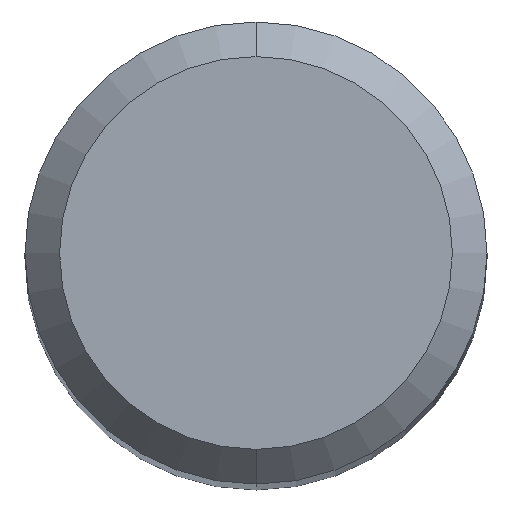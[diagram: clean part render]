
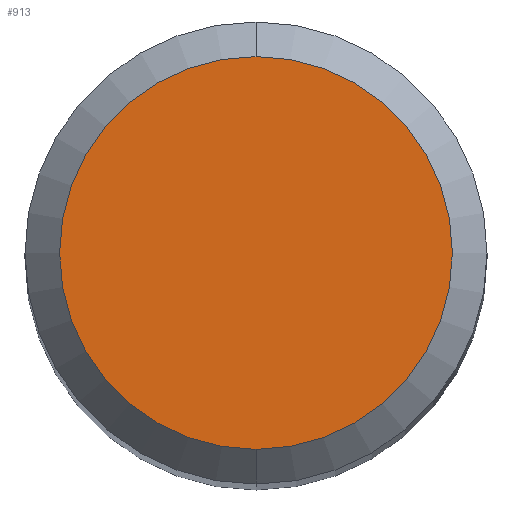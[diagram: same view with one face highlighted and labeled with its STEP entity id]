
A CAD part, top view. The second image highlights one B-rep face of the part: STEP entity #913.
In plain terms, the highlighted planar face has unit normal (0, 0, 1).
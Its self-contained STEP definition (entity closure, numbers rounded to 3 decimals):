
#631=VERTEX_POINT('',#1474);
#913=ADVANCED_FACE('',(#1779),#1780,.T.);
#1215=VERTEX_POINT('',#2109);
#1241=EDGE_CURVE('',#1215,#631,#2140,.T.);
#1243=EDGE_CURVE('',#631,#1215,#2142,.T.);
#1474=CARTESIAN_POINT('',(0.0,1.7,0.0));
#1779=FACE_OUTER_BOUND('',#4329,.T.);
#1780=PLANE('',#4330);
#2109=CARTESIAN_POINT('',(0.,-1.7,0.0));
#2140=CIRCLE('',#5758,1.7);
#2142=CIRCLE('',#5761,1.7);
#4329=EDGE_LOOP('',(#6280,#6281));
#4330=AXIS2_PLACEMENT_3D('',#6282,#6283,#6284);
#5758=AXIS2_PLACEMENT_3D('',#6693,#6694,#6695);
#5761=AXIS2_PLACEMENT_3D('',#6696,#6697,#6698);
#6280=ORIENTED_EDGE('',*,*,#1243,.F.);
#6281=ORIENTED_EDGE('',*,*,#1241,.F.);
#6282=CARTESIAN_POINT('',(0.0,0.85,0.0));
#6283=DIRECTION('',(-0.0,0.0,1.0));
#6284=DIRECTION('',(0.0,-1.0,0.0));
#6693=CARTESIAN_POINT('',(0.0,0.0,0.0));
#6694=DIRECTION('',(0.0,0.0,-1.0));
#6695=DIRECTION('',(0.0,1.0,0.0));
#6696=CARTESIAN_POINT('',(0.0,0.0,0.0));
#6697=DIRECTION('',(0.0,0.0,-1.0));
#6698=DIRECTION('',(0.0,1.0,0.0));
